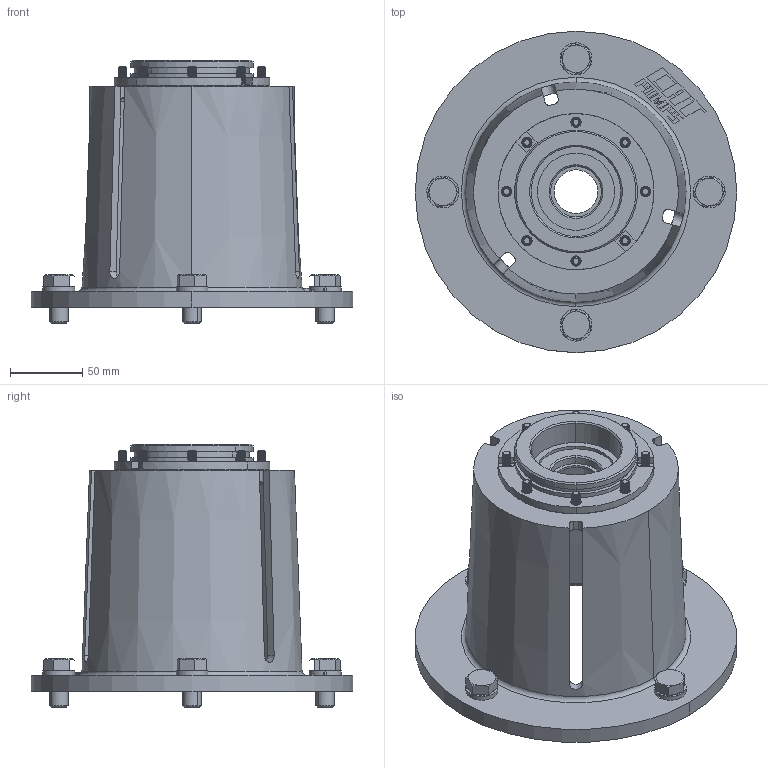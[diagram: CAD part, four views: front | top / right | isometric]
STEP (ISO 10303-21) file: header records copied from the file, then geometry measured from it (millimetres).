
FILE_DESCRIPTION (( 'STEP AP214' ), '1' );
FILE_NAME ('76215.7FR.STEP', '2014-02-25T17:54:54', ( 'it' ), ( '' ), 'SwSTEP 2.0', 'SolidWorks 2013', '' );
FILE_SCHEMA (( 'AUTOMOTIVE_DESIGN' ));
Length unit declared in the file: inch
Products named in the file (1): 76215.7FR
Bounding box: 222.25 x 222.25 x 181.98 mm (x, y, z)
Surface area: 238688.5 mm2 (no closed solid volume)
Topology: 0 solids, 33 shells, 865 faces, 2549 edges, 1699 vertices
Faces by surface type: cylinder 583, plane 169, cone 86, torus 14, bspline 13
Entity records: 52197 total; most frequent: CARTESIAN_POINT 21167, ORIENTED_EDGE 4458, DIRECTION 3560, EDGE_CURVE 2549, VERTEX_POINT 1699, AXIS2_PLACEMENT_3D 1277, LINE 1006, VECTOR 1006
